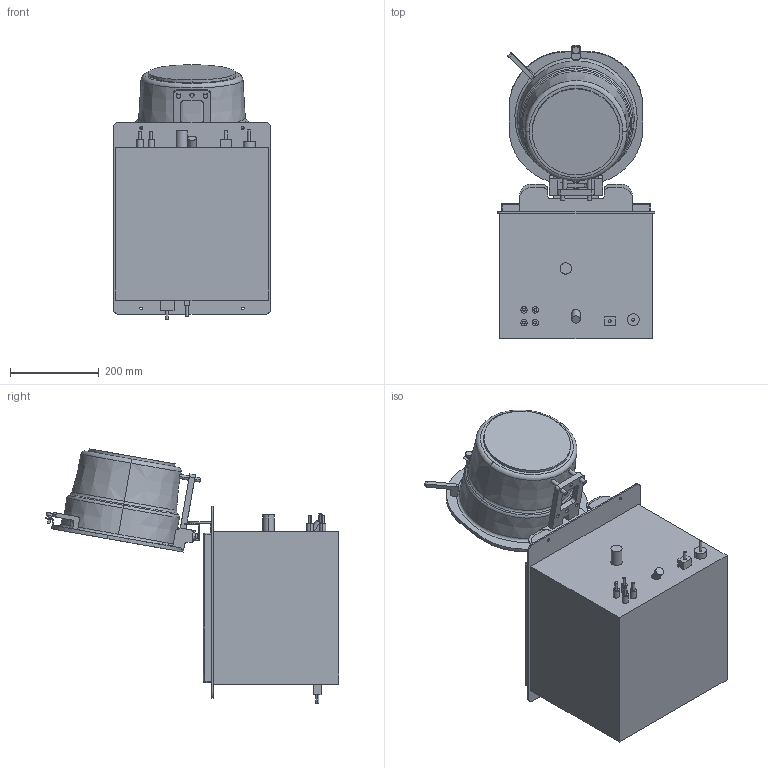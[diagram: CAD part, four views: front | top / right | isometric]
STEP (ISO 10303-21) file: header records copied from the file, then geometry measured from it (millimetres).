
FILE_DESCRIPTION((''),'2;1');
FILE_NAME('A-F-SD2_ENVELOPE_ASM','2025-01-03T12:30:47',('bwaterworth'),(''),'CREO PARAMETRIC BY PTC INC, 2020354','CREO PARAMETRIC BY PTC INC, 2020354','');
FILE_SCHEMA(('CONFIG_CONTROL_DESIGN'));
Length unit declared in the file: inch
Products named in the file (3): A-F-SC2_ENVELOPE; APOGEEDEVELOPERLID; A-F-SD2_ENVELOPE_ASM
Assembly tree (2 placements, depth 2):
  A-F-SD2_ENVELOPE_ASM
    A-F-SC2_ENVELOPE
    APOGEEDEVELOPERLID
Bounding box: 355.6 x 660.62 x 572.98 mm (x, y, z)
Volume: 39910939.8 mm3; surface area: 1201349.8 mm2
Topology: 2 solids, 2 shells, 338 faces, 843 edges, 546 vertices
Faces by surface type: cylinder 160, plane 146, torus 14, sphere 7, cone 6, bspline 5
Entity records: 10616 total; most frequent: CARTESIAN_POINT 2137, DIRECTION 1845, ORIENTED_EDGE 1686, EDGE_CURVE 843, AXIS2_PLACEMENT_3D 692, VERTEX_POINT 546, VECTOR 461, LINE 461
